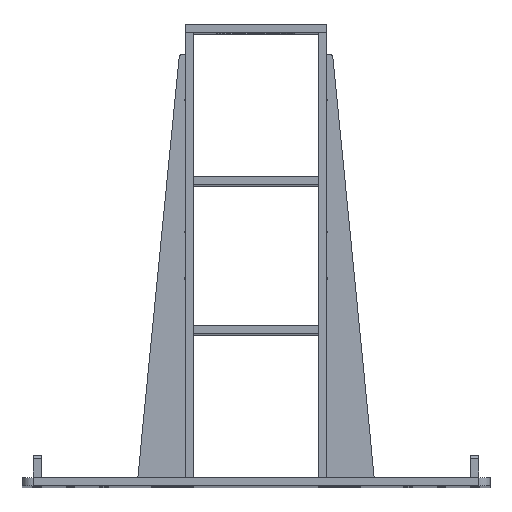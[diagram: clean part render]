
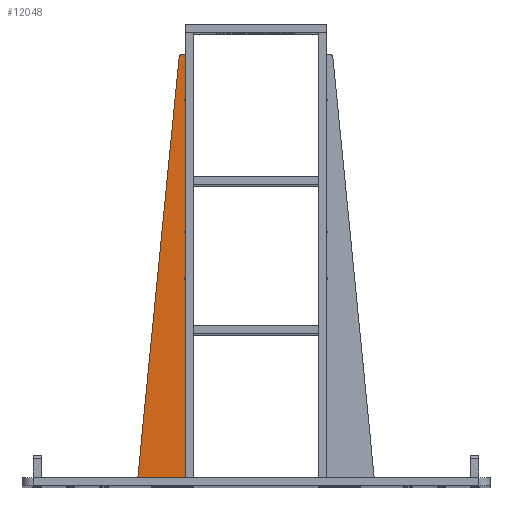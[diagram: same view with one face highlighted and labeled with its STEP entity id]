
A CAD part, top view. The second image highlights one B-rep face of the part: STEP entity #12048.
In plain terms, the highlighted planar face has unit normal (0, 0, 1).
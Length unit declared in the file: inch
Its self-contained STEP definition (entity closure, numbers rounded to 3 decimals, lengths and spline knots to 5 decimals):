
#510=PLANE('',#13231);
#1094=FACE_OUTER_BOUND('',#1793,.T.);
#1793=EDGE_LOOP('',(#10946,#10947,#10948,#10949,#10950,#10951,#10952,#10953,
#10954,#10955,#10956,#10957,#10958,#10959,#10960,#10961,#10962));
#2966=LINE('',#20056,#4205);
#2969=LINE('',#20062,#4208);
#2970=LINE('',#20064,#4209);
#2971=LINE('',#20068,#4210);
#2972=LINE('',#20070,#4211);
#2973=LINE('',#20072,#4212);
#2974=LINE('',#20076,#4213);
#2975=LINE('',#20078,#4214);
#2976=LINE('',#20080,#4215);
#2977=LINE('',#20084,#4216);
#2978=LINE('',#20088,#4217);
#2979=LINE('',#20089,#4218);
#4205=VECTOR('',#16512,0.3937);
#4208=VECTOR('',#16517,0.3937);
#4209=VECTOR('',#16518,0.3937);
#4210=VECTOR('',#16521,0.3937);
#4211=VECTOR('',#16522,0.3937);
#4212=VECTOR('',#16523,0.3937);
#4213=VECTOR('',#16526,0.3937);
#4214=VECTOR('',#16527,0.3937);
#4215=VECTOR('',#16528,0.3937);
#4216=VECTOR('',#16531,0.3937);
#4217=VECTOR('',#16534,0.3937);
#4218=VECTOR('',#16535,0.3937);
#4806=CIRCLE('',#13229,0.25);
#4807=CIRCLE('',#13232,0.125);
#4808=CIRCLE('',#13233,0.125);
#4809=CIRCLE('',#13234,0.125);
#4810=CIRCLE('',#13235,0.125);
#5901=VERTEX_POINT('',#20049);
#5902=VERTEX_POINT('',#20051);
#5903=VERTEX_POINT('',#20055);
#5905=VERTEX_POINT('',#20061);
#5906=VERTEX_POINT('',#20063);
#5907=VERTEX_POINT('',#20065);
#5908=VERTEX_POINT('',#20067);
#5909=VERTEX_POINT('',#20069);
#5910=VERTEX_POINT('',#20071);
#5911=VERTEX_POINT('',#20073);
#5912=VERTEX_POINT('',#20075);
#5913=VERTEX_POINT('',#20077);
#5914=VERTEX_POINT('',#20079);
#5915=VERTEX_POINT('',#20081);
#5916=VERTEX_POINT('',#20083);
#5917=VERTEX_POINT('',#20085);
#5918=VERTEX_POINT('',#20087);
#7598=EDGE_CURVE('',#5901,#5902,#4806,.T.);
#7600=EDGE_CURVE('',#5903,#5902,#2966,.T.);
#7603=EDGE_CURVE('',#5905,#5901,#2969,.F.);
#7604=EDGE_CURVE('',#5906,#5905,#2970,.T.);
#7605=EDGE_CURVE('',#5906,#5907,#4807,.T.);
#7606=EDGE_CURVE('',#5907,#5908,#2971,.T.);
#7607=EDGE_CURVE('',#5908,#5909,#2972,.T.);
#7608=EDGE_CURVE('',#5910,#5909,#2973,.T.);
#7609=EDGE_CURVE('',#5910,#5911,#4808,.T.);
#7610=EDGE_CURVE('',#5911,#5912,#2974,.T.);
#7611=EDGE_CURVE('',#5912,#5913,#2975,.T.);
#7612=EDGE_CURVE('',#5913,#5914,#2976,.T.);
#7613=EDGE_CURVE('',#5914,#5915,#4809,.T.);
#7614=EDGE_CURVE('',#5915,#5916,#2977,.T.);
#7615=EDGE_CURVE('',#5916,#5917,#4810,.T.);
#7616=EDGE_CURVE('',#5917,#5918,#2978,.T.);
#7617=EDGE_CURVE('',#5918,#5903,#2979,.T.);
#10946=ORIENTED_EDGE('',*,*,#7598,.F.);
#10947=ORIENTED_EDGE('',*,*,#7603,.F.);
#10948=ORIENTED_EDGE('',*,*,#7604,.F.);
#10949=ORIENTED_EDGE('',*,*,#7605,.T.);
#10950=ORIENTED_EDGE('',*,*,#7606,.T.);
#10951=ORIENTED_EDGE('',*,*,#7607,.T.);
#10952=ORIENTED_EDGE('',*,*,#7608,.F.);
#10953=ORIENTED_EDGE('',*,*,#7609,.T.);
#10954=ORIENTED_EDGE('',*,*,#7610,.T.);
#10955=ORIENTED_EDGE('',*,*,#7611,.T.);
#10956=ORIENTED_EDGE('',*,*,#7612,.T.);
#10957=ORIENTED_EDGE('',*,*,#7613,.T.);
#10958=ORIENTED_EDGE('',*,*,#7614,.T.);
#10959=ORIENTED_EDGE('',*,*,#7615,.T.);
#10960=ORIENTED_EDGE('',*,*,#7616,.T.);
#10961=ORIENTED_EDGE('',*,*,#7617,.T.);
#10962=ORIENTED_EDGE('',*,*,#7600,.T.);
#12048=ADVANCED_FACE('',(#1094),#510,.F.);
#13229=AXIS2_PLACEMENT_3D('',#20052,#16507,#16508);
#13231=AXIS2_PLACEMENT_3D('',#20060,#16515,#16516);
#13232=AXIS2_PLACEMENT_3D('',#20066,#16519,#16520);
#13233=AXIS2_PLACEMENT_3D('',#20074,#16524,#16525);
#13234=AXIS2_PLACEMENT_3D('',#20082,#16529,#16530);
#13235=AXIS2_PLACEMENT_3D('',#20086,#16532,#16533);
#16507=DIRECTION('center_axis',(0.,0.,-1.));
#16508=DIRECTION('ref_axis',(-0.672,0.741,0.));
#16512=DIRECTION('',(-1.,0.,0.));
#16515=DIRECTION('center_axis',(0.,0.,-1.));
#16516=DIRECTION('ref_axis',(-1.,0.,0.));
#16517=DIRECTION('',(-0.098,-0.995,0.));
#16518=DIRECTION('',(-1.,0.,0.));
#16519=DIRECTION('center_axis',(0.,0.,-1.));
#16520=DIRECTION('ref_axis',(-1.,0.,0.));
#16521=DIRECTION('',(0.,-1.,0.));
#16522=DIRECTION('',(1.,0.,0.));
#16523=DIRECTION('',(0.,-1.,0.));
#16524=DIRECTION('center_axis',(0.,0.,-1.));
#16525=DIRECTION('ref_axis',(-1.,0.,0.));
#16526=DIRECTION('',(1.,0.,0.));
#16527=DIRECTION('',(0.,1.,0.));
#16528=DIRECTION('',(-1.,0.,0.));
#16529=DIRECTION('center_axis',(0.,0.,-1.));
#16530=DIRECTION('ref_axis',(-1.,0.,0.));
#16531=DIRECTION('',(0.,1.,0.));
#16532=DIRECTION('center_axis',(0.,0.,-1.));
#16533=DIRECTION('ref_axis',(-1.,0.,0.));
#16534=DIRECTION('',(1.,0.,0.));
#16535=DIRECTION('',(0.,1.,0.));
#20049=CARTESIAN_POINT('',(14.09945,37.77444,6.86));
#20051=CARTESIAN_POINT('',(14.34825,38.,6.86));
#20052=CARTESIAN_POINT('Origin',(14.34825,37.75,6.86));
#20055=CARTESIAN_POINT('',(15.36,38.,6.86));
#20056=CARTESIAN_POINT('',(15.36,38.,6.86));
#20060=CARTESIAN_POINT('Origin',(13.,18.64,6.86));
#20061=CARTESIAN_POINT('',(10.3888,0.,6.86));
#20062=CARTESIAN_POINT('',(11.30925,9.37017,6.86));
#20063=CARTESIAN_POINT('',(11.46322,0.,6.86));
#20064=CARTESIAN_POINT('',(11.64,0.,6.86));
#20065=CARTESIAN_POINT('',(11.64,-0.17678,6.86));
#20066=CARTESIAN_POINT('Origin',(11.55161,-0.08839,6.86));
#20067=CARTESIAN_POINT('',(11.64,-0.72,6.86));
#20068=CARTESIAN_POINT('',(11.64,0.,6.86));
#20069=CARTESIAN_POINT('',(14.64,-0.72,6.86));
#20070=CARTESIAN_POINT('',(11.64,-0.72,6.86));
#20071=CARTESIAN_POINT('',(14.64,17.82322,6.86));
#20072=CARTESIAN_POINT('',(14.64,0.,6.86));
#20073=CARTESIAN_POINT('',(14.81678,18.,6.86));
#20074=CARTESIAN_POINT('Origin',(14.72839,17.91161,6.86));
#20075=CARTESIAN_POINT('',(15.36,18.,6.86));
#20076=CARTESIAN_POINT('',(14.64,18.,6.86));
#20077=CARTESIAN_POINT('',(15.36,22.,6.86));
#20078=CARTESIAN_POINT('',(15.36,18.,6.86));
#20079=CARTESIAN_POINT('',(14.81678,22.,6.86));
#20080=CARTESIAN_POINT('',(15.36,22.,6.86));
#20081=CARTESIAN_POINT('',(14.64,22.17678,6.86));
#20082=CARTESIAN_POINT('Origin',(14.72839,22.08839,6.86));
#20083=CARTESIAN_POINT('',(14.64,33.82322,6.86));
#20084=CARTESIAN_POINT('',(14.64,22.,6.86));
#20085=CARTESIAN_POINT('',(14.81678,34.,6.86));
#20086=CARTESIAN_POINT('Origin',(14.72839,33.91161,6.86));
#20087=CARTESIAN_POINT('',(15.36,34.,6.86));
#20088=CARTESIAN_POINT('',(14.64,34.,6.86));
#20089=CARTESIAN_POINT('',(15.36,34.,6.86));
